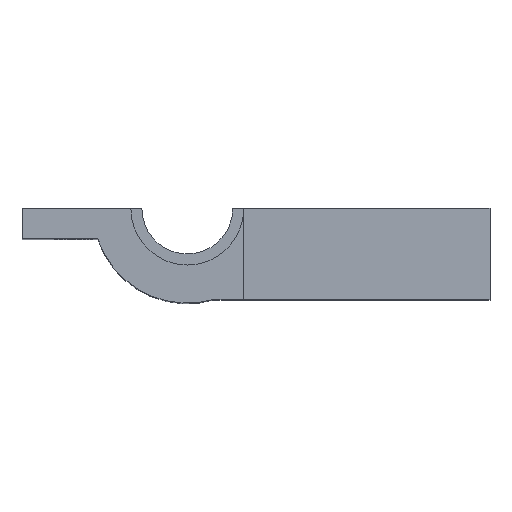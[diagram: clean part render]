
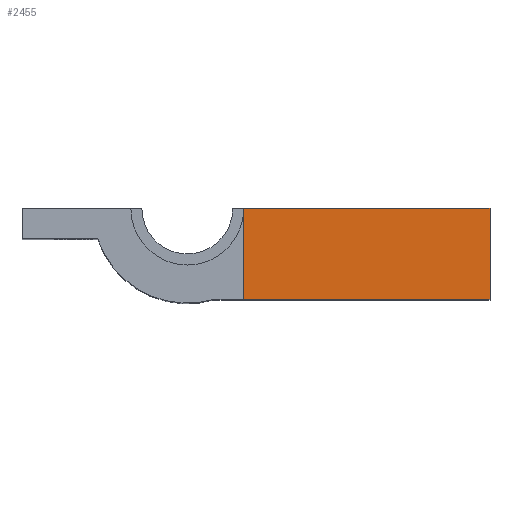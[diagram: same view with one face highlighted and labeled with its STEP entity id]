
A CAD part, top view. The second image highlights one B-rep face of the part: STEP entity #2455.
In plain terms, the highlighted planar face has unit normal (0, 0, 1).
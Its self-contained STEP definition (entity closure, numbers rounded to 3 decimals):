
#370 = PLANE('',#371);
#371 = AXIS2_PLACEMENT_3D('',#372,#373,#374);
#372 = CARTESIAN_POINT('',(7.46,0.,0.));
#373 = DIRECTION('',(0.,1.,0.));
#374 = DIRECTION('',(1.,0.,0.));
#801 = PLANE('',#802);
#802 = AXIS2_PLACEMENT_3D('',#803,#804,#805);
#803 = CARTESIAN_POINT('',(3.5,-12.,0.));
#804 = DIRECTION('',(0.,1.,0.));
#805 = DIRECTION('',(1.,0.,0.));
#826 = PLANE('',#827);
#827 = AXIS2_PLACEMENT_3D('',#828,#829,#830);
#828 = CARTESIAN_POINT('',(7.46,0.,75.5));
#829 = DIRECTION('',(-1.,0.,0.));
#830 = DIRECTION('',(0.,0.,1.));
#952 = VERTEX_POINT('',#953);
#953 = CARTESIAN_POINT('',(7.46,0.,97.));
#974 = EDGE_CURVE('',#952,#975,#977,.T.);
#975 = VERTEX_POINT('',#976);
#976 = CARTESIAN_POINT('',(40.,0.,97.));
#977 = SURFACE_CURVE('',#978,(#982,#989),.PCURVE_S1.);
#978 = LINE('',#979,#980);
#979 = CARTESIAN_POINT('',(7.46,0.,97.));
#980 = VECTOR('',#981,1.);
#981 = DIRECTION('',(1.,0.,0.));
#982 = PCURVE('',#370,#983);
#983 = DEFINITIONAL_REPRESENTATION('',(#984),#988);
#984 = LINE('',#985,#986);
#985 = CARTESIAN_POINT('',(0.,-97.));
#986 = VECTOR('',#987,1.);
#987 = DIRECTION('',(1.,0.));
#988 = ( GEOMETRIC_REPRESENTATION_CONTEXT(2) 
PARAMETRIC_REPRESENTATION_CONTEXT() REPRESENTATION_CONTEXT('2D SPACE',''
  ) );
#989 = PCURVE('',#990,#995);
#990 = PLANE('',#991);
#991 = AXIS2_PLACEMENT_3D('',#992,#993,#994);
#992 = CARTESIAN_POINT('',(-21.843,-4.,97.));
#993 = DIRECTION('',(0.,0.,-1.));
#994 = DIRECTION('',(-1.,0.,0.));
#995 = DEFINITIONAL_REPRESENTATION('',(#996),#1000);
#996 = LINE('',#997,#998);
#997 = CARTESIAN_POINT('',(-29.303,4.));
#998 = VECTOR('',#999,1.);
#999 = DIRECTION('',(-1.,0.));
#1000 = ( GEOMETRIC_REPRESENTATION_CONTEXT(2) 
PARAMETRIC_REPRESENTATION_CONTEXT() REPRESENTATION_CONTEXT('2D SPACE',''
  ) );
#1018 = PLANE('',#1019);
#1019 = AXIS2_PLACEMENT_3D('',#1020,#1021,#1022);
#1020 = CARTESIAN_POINT('',(40.,-12.,0.));
#1021 = DIRECTION('',(-1.,0.,0.));
#1022 = DIRECTION('',(0.,1.,0.));
#1944 = VERTEX_POINT('',#1945);
#1945 = CARTESIAN_POINT('',(7.46,-12.,97.));
#1964 = EDGE_CURVE('',#952,#1944,#1965,.T.);
#1965 = SURFACE_CURVE('',#1966,(#1970,#1977),.PCURVE_S1.);
#1966 = LINE('',#1967,#1968);
#1967 = CARTESIAN_POINT('',(7.46,0.,97.));
#1968 = VECTOR('',#1969,1.);
#1969 = DIRECTION('',(0.,-1.,0.));
#1970 = PCURVE('',#826,#1971);
#1971 = DEFINITIONAL_REPRESENTATION('',(#1972),#1976);
#1972 = LINE('',#1973,#1974);
#1973 = CARTESIAN_POINT('',(21.5,0.));
#1974 = VECTOR('',#1975,1.);
#1975 = DIRECTION('',(0.,-1.));
#1976 = ( GEOMETRIC_REPRESENTATION_CONTEXT(2) 
PARAMETRIC_REPRESENTATION_CONTEXT() REPRESENTATION_CONTEXT('2D SPACE',''
  ) );
#1977 = PCURVE('',#990,#1978);
#1978 = DEFINITIONAL_REPRESENTATION('',(#1979),#1983);
#1979 = LINE('',#1980,#1981);
#1980 = CARTESIAN_POINT('',(-29.303,4.));
#1981 = VECTOR('',#1982,1.);
#1982 = DIRECTION('',(0.,-1.));
#1983 = ( GEOMETRIC_REPRESENTATION_CONTEXT(2) 
PARAMETRIC_REPRESENTATION_CONTEXT() REPRESENTATION_CONTEXT('2D SPACE',''
  ) );
#2012 = EDGE_CURVE('',#1944,#2013,#2015,.T.);
#2013 = VERTEX_POINT('',#2014);
#2014 = CARTESIAN_POINT('',(40.,-12.,97.));
#2015 = SURFACE_CURVE('',#2016,(#2020,#2027),.PCURVE_S1.);
#2016 = LINE('',#2017,#2018);
#2017 = CARTESIAN_POINT('',(3.5,-12.,97.));
#2018 = VECTOR('',#2019,1.);
#2019 = DIRECTION('',(1.,0.,0.));
#2020 = PCURVE('',#801,#2021);
#2021 = DEFINITIONAL_REPRESENTATION('',(#2022),#2026);
#2022 = LINE('',#2023,#2024);
#2023 = CARTESIAN_POINT('',(0.,-97.));
#2024 = VECTOR('',#2025,1.);
#2025 = DIRECTION('',(1.,0.));
#2026 = ( GEOMETRIC_REPRESENTATION_CONTEXT(2) 
PARAMETRIC_REPRESENTATION_CONTEXT() REPRESENTATION_CONTEXT('2D SPACE',''
  ) );
#2027 = PCURVE('',#990,#2028);
#2028 = DEFINITIONAL_REPRESENTATION('',(#2029),#2033);
#2029 = LINE('',#2030,#2031);
#2030 = CARTESIAN_POINT('',(-25.343,-8.));
#2031 = VECTOR('',#2032,1.);
#2032 = DIRECTION('',(-1.,0.));
#2033 = ( GEOMETRIC_REPRESENTATION_CONTEXT(2) 
PARAMETRIC_REPRESENTATION_CONTEXT() REPRESENTATION_CONTEXT('2D SPACE',''
  ) );
#2433 = EDGE_CURVE('',#2013,#975,#2434,.T.);
#2434 = SURFACE_CURVE('',#2435,(#2439,#2446),.PCURVE_S1.);
#2435 = LINE('',#2436,#2437);
#2436 = CARTESIAN_POINT('',(40.,-12.,97.));
#2437 = VECTOR('',#2438,1.);
#2438 = DIRECTION('',(0.,1.,0.));
#2439 = PCURVE('',#1018,#2440);
#2440 = DEFINITIONAL_REPRESENTATION('',(#2441),#2445);
#2441 = LINE('',#2442,#2443);
#2442 = CARTESIAN_POINT('',(0.,-97.));
#2443 = VECTOR('',#2444,1.);
#2444 = DIRECTION('',(1.,0.));
#2445 = ( GEOMETRIC_REPRESENTATION_CONTEXT(2) 
PARAMETRIC_REPRESENTATION_CONTEXT() REPRESENTATION_CONTEXT('2D SPACE',''
  ) );
#2446 = PCURVE('',#990,#2447);
#2447 = DEFINITIONAL_REPRESENTATION('',(#2448),#2452);
#2448 = LINE('',#2449,#2450);
#2449 = CARTESIAN_POINT('',(-61.843,-8.));
#2450 = VECTOR('',#2451,1.);
#2451 = DIRECTION('',(0.,1.));
#2452 = ( GEOMETRIC_REPRESENTATION_CONTEXT(2) 
PARAMETRIC_REPRESENTATION_CONTEXT() REPRESENTATION_CONTEXT('2D SPACE',''
  ) );
#2455 = ADVANCED_FACE('',(#2456),#990,.F.);
#2456 = FACE_BOUND('',#2457,.F.);
#2457 = EDGE_LOOP('',(#2458,#2459,#2460,#2461));
#2458 = ORIENTED_EDGE('',*,*,#2012,.F.);
#2459 = ORIENTED_EDGE('',*,*,#1964,.F.);
#2460 = ORIENTED_EDGE('',*,*,#974,.T.);
#2461 = ORIENTED_EDGE('',*,*,#2433,.F.);
